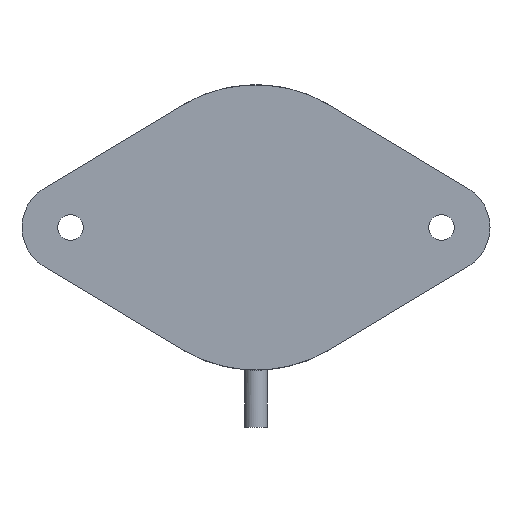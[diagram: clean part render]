
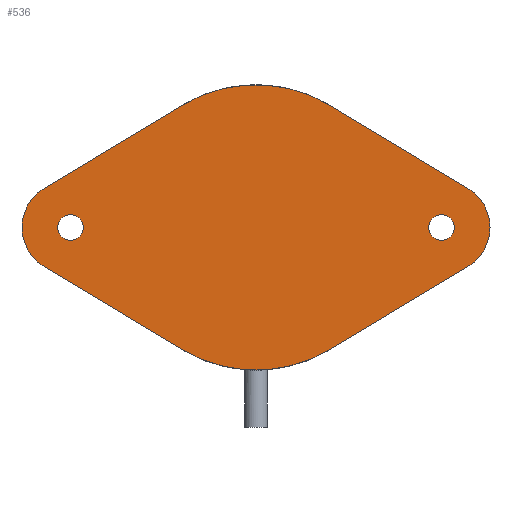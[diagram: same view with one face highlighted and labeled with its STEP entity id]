
A CAD part, front view. The second image highlights one B-rep face of the part: STEP entity #536.
In plain terms, the highlighted planar face has unit normal (0, -1, 0).
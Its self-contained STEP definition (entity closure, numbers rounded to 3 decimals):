
#56=CARTESIAN_POINT('',(0.,0.,0.));
#57=DIRECTION('',(0.,1.,0.));
#58=DIRECTION('',(0.515,0.,-0.857));
#59=AXIS2_PLACEMENT_3D('',#56,#57,#58);
#65=DIRECTION('',(-0.857,0.,0.515));
#66=VECTOR('',#65,28.284);
#67=CARTESIAN_POINT('',(-12.879,0.,-21.427));
#68=LINE('',#67,#66);
#72=CARTESIAN_POINT('',(-33.,0.,0.));
#73=DIRECTION('',(0.,1.,0.));
#74=DIRECTION('',(-0.515,0.,-0.857));
#75=AXIS2_PLACEMENT_3D('',#72,#73,#74);
#80=DIRECTION('',(0.857,0.,0.515));
#81=VECTOR('',#80,28.284);
#82=CARTESIAN_POINT('',(-37.121,0.,6.857));
#83=LINE('',#82,#81);
#87=CARTESIAN_POINT('',(0.,0.,0.));
#88=DIRECTION('',(0.,1.,0.));
#89=DIRECTION('',(-0.515,0.,0.857));
#90=AXIS2_PLACEMENT_3D('',#87,#88,#89);
#95=DIRECTION('',(0.857,0.,-0.515));
#96=VECTOR('',#95,28.284);
#97=CARTESIAN_POINT('',(12.879,0.,21.427));
#98=LINE('',#97,#96);
#102=CARTESIAN_POINT('',(33.,0.,0.));
#103=DIRECTION('',(0.,1.,0.));
#104=DIRECTION('',(0.515,0.,0.857));
#105=AXIS2_PLACEMENT_3D('',#102,#103,#104);
#110=DIRECTION('',(-0.857,0.,-0.515));
#111=VECTOR('',#110,28.284);
#112=CARTESIAN_POINT('',(37.121,0.,-6.857));
#113=LINE('',#112,#111);
#117=CARTESIAN_POINT('',(32.5,0.,0.));
#118=DIRECTION('',(0.,-1.,0.));
#119=DIRECTION('',(1.,0.,0.));
#120=AXIS2_PLACEMENT_3D('',#117,#118,#119);
#125=CARTESIAN_POINT('',(32.5,0.,0.));
#126=DIRECTION('',(0.,-1.,0.));
#127=DIRECTION('',(-1.,0.,0.));
#128=AXIS2_PLACEMENT_3D('',#125,#126,#127);
#133=CARTESIAN_POINT('',(-32.5,0.,0.));
#134=DIRECTION('',(0.,1.,0.));
#135=DIRECTION('',(-1.,0.,0.));
#136=AXIS2_PLACEMENT_3D('',#133,#134,#135);
#141=CARTESIAN_POINT('',(-32.5,0.,0.));
#142=DIRECTION('',(0.,1.,0.));
#143=DIRECTION('',(1.,0.,0.));
#144=AXIS2_PLACEMENT_3D('',#141,#142,#143);
#439=CARTESIAN_POINT('',(12.879,0.,-21.427));
#440=CARTESIAN_POINT('',(-12.879,0.,-21.427));
#441=VERTEX_POINT('',#439);
#442=VERTEX_POINT('',#440);
#443=CARTESIAN_POINT('',(-37.121,0.,-6.857));
#444=VERTEX_POINT('',#443);
#445=CARTESIAN_POINT('',(-37.121,0.,6.857));
#446=VERTEX_POINT('',#445);
#447=CARTESIAN_POINT('',(-12.879,0.,21.427));
#448=VERTEX_POINT('',#447);
#449=CARTESIAN_POINT('',(12.879,0.,21.427));
#450=VERTEX_POINT('',#449);
#451=CARTESIAN_POINT('',(37.121,0.,6.857));
#452=VERTEX_POINT('',#451);
#453=CARTESIAN_POINT('',(37.121,0.,-6.857));
#454=VERTEX_POINT('',#453);
#479=CARTESIAN_POINT('',(34.75,0.,0.));
#480=CARTESIAN_POINT('',(30.25,0.,0.));
#481=VERTEX_POINT('',#479);
#482=VERTEX_POINT('',#480);
#487=CARTESIAN_POINT('',(-34.75,0.,0.));
#488=CARTESIAN_POINT('',(-30.25,0.,0.));
#489=VERTEX_POINT('',#487);
#490=VERTEX_POINT('',#488);
#501=CARTESIAN_POINT('',(0.,0.,0.));
#502=DIRECTION('',(0.,1.,0.));
#503=DIRECTION('',(1.,0.,0.));
#504=AXIS2_PLACEMENT_3D('',#501,#502,#503);
#505=PLANE('',#504);
#507=ORIENTED_EDGE('',*,*,#506,.T.);
#509=ORIENTED_EDGE('',*,*,#508,.T.);
#511=ORIENTED_EDGE('',*,*,#510,.T.);
#513=ORIENTED_EDGE('',*,*,#512,.T.);
#515=ORIENTED_EDGE('',*,*,#514,.T.);
#517=ORIENTED_EDGE('',*,*,#516,.T.);
#519=ORIENTED_EDGE('',*,*,#518,.T.);
#521=ORIENTED_EDGE('',*,*,#520,.T.);
#522=EDGE_LOOP('',(#507,#509,#511,#513,#515,#517,#519,#521));
#523=FACE_OUTER_BOUND('',#522,.F.);
#525=ORIENTED_EDGE('',*,*,#524,.T.);
#527=ORIENTED_EDGE('',*,*,#526,.T.);
#528=EDGE_LOOP('',(#525,#527));
#529=FACE_BOUND('',#528,.F.);
#531=ORIENTED_EDGE('',*,*,#530,.F.);
#533=ORIENTED_EDGE('',*,*,#532,.F.);
#534=EDGE_LOOP('',(#531,#533));
#535=FACE_BOUND('',#534,.F.);
#536=ADVANCED_FACE('',(#523,#529,#535),#505,.F.);
#60=CIRCLE('',#59,25.);
#76=CIRCLE('',#75,8.);
#91=CIRCLE('',#90,25.);
#106=CIRCLE('',#105,8.);
#121=CIRCLE('',#120,2.25);
#129=CIRCLE('',#128,2.25);
#137=CIRCLE('',#136,2.25);
#145=CIRCLE('',#144,2.25);
#506=EDGE_CURVE('',#441,#442,#60,.T.);
#508=EDGE_CURVE('',#442,#444,#68,.T.);
#510=EDGE_CURVE('',#444,#446,#76,.T.);
#512=EDGE_CURVE('',#446,#448,#83,.T.);
#514=EDGE_CURVE('',#448,#450,#91,.T.);
#516=EDGE_CURVE('',#450,#452,#98,.T.);
#518=EDGE_CURVE('',#452,#454,#106,.T.);
#520=EDGE_CURVE('',#454,#441,#113,.T.);
#524=EDGE_CURVE('',#481,#482,#121,.T.);
#526=EDGE_CURVE('',#482,#481,#129,.T.);
#530=EDGE_CURVE('',#489,#490,#137,.T.);
#532=EDGE_CURVE('',#490,#489,#145,.T.);
